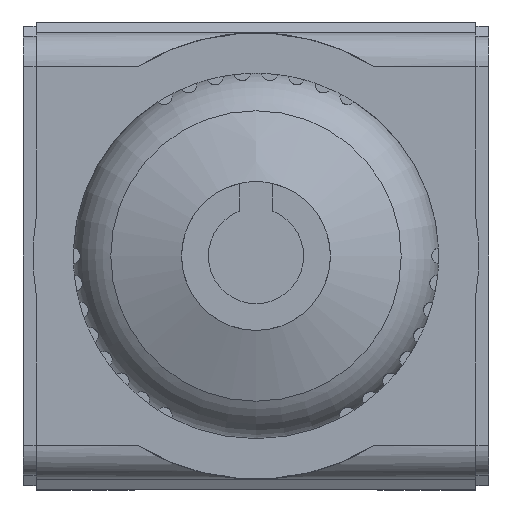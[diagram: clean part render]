
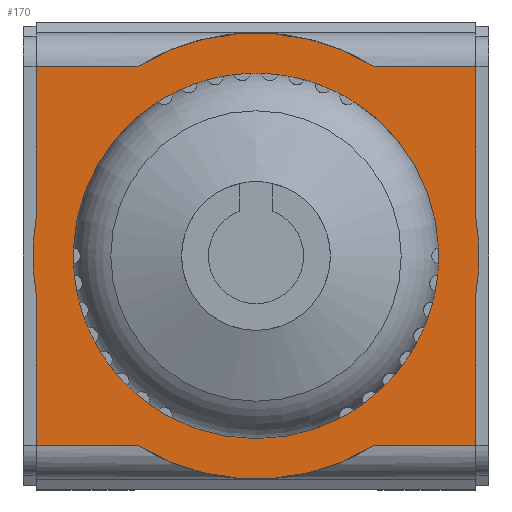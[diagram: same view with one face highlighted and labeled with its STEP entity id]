
A CAD part, front view. The second image highlights one B-rep face of the part: STEP entity #170.
In plain terms, the highlighted planar face has unit normal (0, -1, 0).
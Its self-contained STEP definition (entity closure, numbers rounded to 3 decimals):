
#170 = ADVANCED_FACE( '', ( #369 ), #370, .F. );
#369 = FACE_OUTER_BOUND( '', #799, .T. );
#370 = PLANE( '', #800 );
#799 = EDGE_LOOP( '', ( #1233, #1234, #1235, #1236, #1237, #1238, #1239, #1240, #1241, #1242, #1243, #1244 ) );
#800 = AXIS2_PLACEMENT_3D( '', #1245, #1246, #1247 );
#1233 = ORIENTED_EDGE( '', *, *, #2814, .T. );
#1234 = ORIENTED_EDGE( '', *, *, #2815, .T. );
#1235 = ORIENTED_EDGE( '', *, *, #2816, .T. );
#1236 = ORIENTED_EDGE( '', *, *, #2817, .T. );
#1237 = ORIENTED_EDGE( '', *, *, #2818, .T. );
#1238 = ORIENTED_EDGE( '', *, *, #2819, .T. );
#1239 = ORIENTED_EDGE( '', *, *, #2811, .F. );
#1240 = ORIENTED_EDGE( '', *, *, #2820, .T. );
#1241 = ORIENTED_EDGE( '', *, *, #2821, .F. );
#1242 = ORIENTED_EDGE( '', *, *, #2822, .F. );
#1243 = ORIENTED_EDGE( '', *, *, #2823, .T. );
#1244 = ORIENTED_EDGE( '', *, *, #2824, .F. );
#1245 = CARTESIAN_POINT( '', ( 32.5, 0., 28. ) );
#1246 = DIRECTION( '', ( 0., 1., 0. ) );
#1247 = DIRECTION( '', ( 0., 0., 1. ) );
#2811 = EDGE_CURVE( '', #3308, #3311, #3312, .T. );
#2814 = EDGE_CURVE( '', #3316, #3317, #3318, .T. );
#2815 = EDGE_CURVE( '', #3317, #3319, #3320, .T. );
#2816 = EDGE_CURVE( '', #3319, #3321, #3322, .T. );
#2817 = EDGE_CURVE( '', #3321, #3323, #3324, .T. );
#2818 = EDGE_CURVE( '', #3323, #3325, #3326, .T. );
#2819 = EDGE_CURVE( '', #3325, #3311, #3327, .T. );
#2820 = EDGE_CURVE( '', #3308, #3328, #3329, .T. );
#2821 = EDGE_CURVE( '', #3330, #3328, #3331, .T. );
#2822 = EDGE_CURVE( '', #3332, #3330, #3333, .T. );
#2823 = EDGE_CURVE( '', #3332, #3334, #3335, .T. );
#2824 = EDGE_CURVE( '', #3316, #3334, #3336, .T. );
#3308 = VERTEX_POINT( '', #4145 );
#3311 = VERTEX_POINT( '', #4167 );
#3312 = LINE( '', #4168, #4169 );
#3316 = VERTEX_POINT( '', #4174 );
#3317 = VERTEX_POINT( '', #4175 );
#3318 = LINE( '', #4176, #4177 );
#3319 = VERTEX_POINT( '', #4178 );
#3320 = CIRCLE( '', #4179, 33. );
#3321 = VERTEX_POINT( '', #4180 );
#3322 = LINE( '', #4181, #4182 );
#3323 = VERTEX_POINT( '', #4183 );
#3324 = LINE( '', #4184, #4185 );
#3325 = VERTEX_POINT( '', #4186 );
#3326 = CIRCLE( '', #4187, 33. );
#3327 = LINE( '', #4188, #4189 );
#3328 = VERTEX_POINT( '', #4190 );
#3329 = CIRCLE( '', #4191, 33. );
#3330 = VERTEX_POINT( '', #4192 );
#3331 = LINE( '', #4193, #4194 );
#3332 = VERTEX_POINT( '', #4195 );
#3333 = LINE( '', #4196, #4197 );
#3334 = VERTEX_POINT( '', #4198 );
#3335 = CIRCLE( '', #4199, 33. );
#3336 = LINE( '', #4200, #4201 );
#4145 = CARTESIAN_POINT( '', ( -17.464, 0., -28. ) );
#4167 = CARTESIAN_POINT( '', ( -32.5, 0., -28. ) );
#4168 = CARTESIAN_POINT( '', ( 32.5, 0., -28. ) );
#4169 = VECTOR( '', #6184, 1000. );
#4174 = CARTESIAN_POINT( '', ( 32.5, 0., 28. ) );
#4175 = CARTESIAN_POINT( '', ( 17.464, 0., 28. ) );
#4176 = CARTESIAN_POINT( '', ( 32.5, 0., 28. ) );
#4177 = VECTOR( '', #6189, 1000. );
#4178 = CARTESIAN_POINT( '', ( -17.464, 0., 28. ) );
#4179 = AXIS2_PLACEMENT_3D( '', #6190, #6191, #6192 );
#4180 = CARTESIAN_POINT( '', ( -32.5, 0., 28. ) );
#4181 = CARTESIAN_POINT( '', ( 32.5, 0., 28. ) );
#4182 = VECTOR( '', #6193, 1000. );
#4183 = CARTESIAN_POINT( '', ( -32.5, 0., 5.723 ) );
#4184 = CARTESIAN_POINT( '', ( -32.5, 0., 28. ) );
#4185 = VECTOR( '', #6194, 1000. );
#4186 = CARTESIAN_POINT( '', ( -32.5, 0., -5.723 ) );
#4187 = AXIS2_PLACEMENT_3D( '', #6195, #6196, #6197 );
#4188 = CARTESIAN_POINT( '', ( -32.5, 0., 28. ) );
#4189 = VECTOR( '', #6198, 1000. );
#4190 = CARTESIAN_POINT( '', ( 17.464, 0., -28. ) );
#4191 = AXIS2_PLACEMENT_3D( '', #6199, #6200, #6201 );
#4192 = CARTESIAN_POINT( '', ( 32.5, 0., -28. ) );
#4193 = CARTESIAN_POINT( '', ( 32.5, 0., -28. ) );
#4194 = VECTOR( '', #6202, 1000. );
#4195 = CARTESIAN_POINT( '', ( 32.5, 0., -5.723 ) );
#4196 = CARTESIAN_POINT( '', ( 32.5, 0., 28. ) );
#4197 = VECTOR( '', #6203, 1000. );
#4198 = CARTESIAN_POINT( '', ( 32.5, 0., 5.723 ) );
#4199 = AXIS2_PLACEMENT_3D( '', #6204, #6205, #6206 );
#4200 = CARTESIAN_POINT( '', ( 32.5, 0., 28. ) );
#4201 = VECTOR( '', #6207, 1000. );
#6184 = DIRECTION( '', ( -1., 0., 0. ) );
#6189 = DIRECTION( '', ( -1., 0., 0. ) );
#6190 = CARTESIAN_POINT( '', ( 0., 0., 0. ) );
#6191 = DIRECTION( '', ( 0., -1., 0. ) );
#6192 = DIRECTION( '', ( 0., 0., -1. ) );
#6193 = DIRECTION( '', ( -1., 0., 0. ) );
#6194 = DIRECTION( '', ( 0., 0., -1. ) );
#6195 = CARTESIAN_POINT( '', ( 0., 0., 0. ) );
#6196 = DIRECTION( '', ( 0., -1., 0. ) );
#6197 = DIRECTION( '', ( 0., 0., -1. ) );
#6198 = DIRECTION( '', ( 0., 0., -1. ) );
#6199 = CARTESIAN_POINT( '', ( 0., 0., 0. ) );
#6200 = DIRECTION( '', ( 0., -1., 0. ) );
#6201 = DIRECTION( '', ( 0., 0., -1. ) );
#6202 = DIRECTION( '', ( -1., 0., 0. ) );
#6203 = DIRECTION( '', ( 0., 0., -1. ) );
#6204 = CARTESIAN_POINT( '', ( 0., 0., 0. ) );
#6205 = DIRECTION( '', ( 0., -1., 0. ) );
#6206 = DIRECTION( '', ( 0., 0., -1. ) );
#6207 = DIRECTION( '', ( 0., 0., -1. ) );
